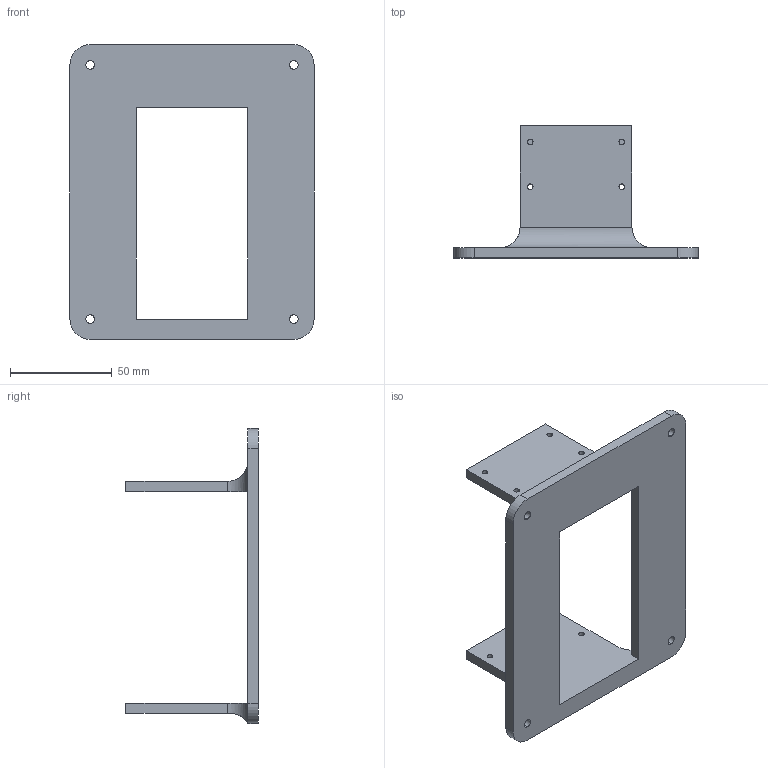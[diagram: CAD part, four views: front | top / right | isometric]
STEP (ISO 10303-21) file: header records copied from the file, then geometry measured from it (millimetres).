
FILE_DESCRIPTION (( 'STEP AP214' ), '1' );
FILE_NAME ('Battery Mount.STEP', '2025-05-12T04:46:01', ( '' ), ( '' ), 'SwSTEP 2.0', 'SolidWorks 2024', '' );
FILE_SCHEMA (( 'AUTOMOTIVE_DESIGN' ));
Length unit declared in the file: millimetre
Products named in the file (1): Battery Mount
Bounding box: 120 x 65 x 145 mm (x, y, z)
Volume: 93059.5 mm3; surface area: 41791.2 mm2
Topology: 1 solids, 1 shells, 52 faces, 149 edges, 98 vertices
Faces by surface type: cylinder 34, plane 18
Entity records: 1842 total; most frequent: CARTESIAN_POINT 354, DIRECTION 313, ORIENTED_EDGE 298, EDGE_CURVE 149, AXIS2_PLACEMENT_3D 115, VERTEX_POINT 98, VECTOR 83, LINE 83
